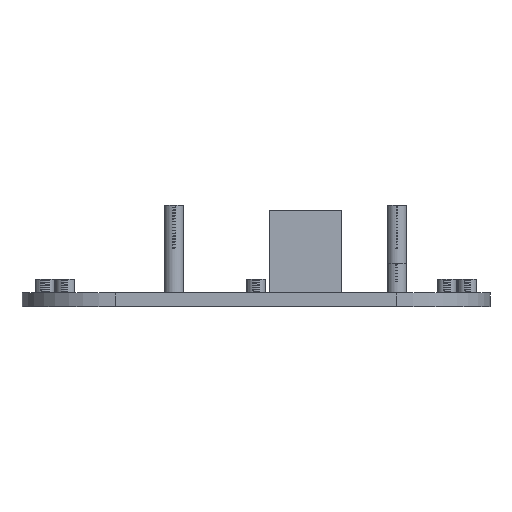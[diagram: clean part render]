
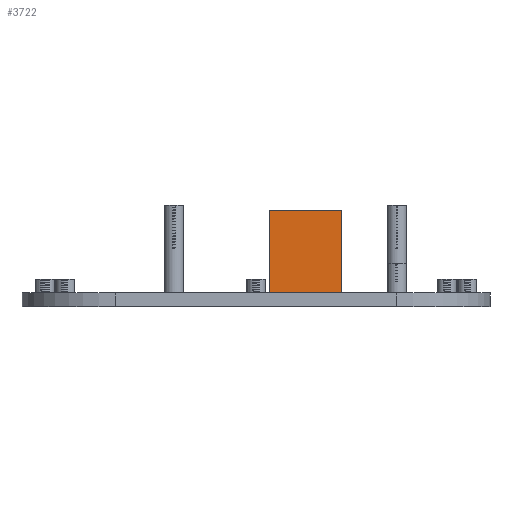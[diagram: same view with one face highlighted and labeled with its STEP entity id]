
A CAD part, front view. The second image highlights one B-rep face of the part: STEP entity #3722.
In plain terms, the highlighted planar face has unit normal (0, -1, 0).
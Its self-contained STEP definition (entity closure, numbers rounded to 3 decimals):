
#1075 = EDGE_LOOP ( 'NONE', ( #3691, #7840, #2387, #9651 ) ) ;
#2180 = VECTOR ( 'NONE', #5940, 1000. ) ;
#2274 = CARTESIAN_POINT ( 'NONE',  ( 20.44, 21.313, 3. ) ) ;
#2334 = CARTESIAN_POINT ( 'NONE',  ( 20.44, 21.313, 21.075 ) ) ;
#2383 = LINE ( 'NONE', #8543, #2180 ) ;
#2387 = ORIENTED_EDGE ( 'NONE', *, *, #11067, .T. ) ;
#2403 = AXIS2_PLACEMENT_3D ( 'NONE', #10693, #8944, #2895 ) ;
#2745 = LINE ( 'NONE', #9481, #8235 ) ;
#2895 = DIRECTION ( 'NONE',  ( 0., 0., 1. ) ) ;
#2913 = VERTEX_POINT ( 'NONE', #10887 ) ;
#3657 = FACE_OUTER_BOUND ( 'NONE', #1075, .T. ) ;
#3691 = ORIENTED_EDGE ( 'NONE', *, *, #4818, .F. ) ;
#3722 = ADVANCED_FACE ( 'NONE', ( #3657 ), #9935, .F. ) ;
#4138 = CARTESIAN_POINT ( 'NONE',  ( 4.56, 21.313, 3. ) ) ;
#4818 = EDGE_CURVE ( 'NONE', #9170, #2913, #2745, .T. ) ;
#5768 = DIRECTION ( 'NONE',  ( 0., 0., 1. ) ) ;
#5940 = DIRECTION ( 'NONE',  ( -1., 0., 0. ) ) ;
#5988 = VECTOR ( 'NONE', #5768, 1000. ) ;
#6378 = EDGE_CURVE ( 'NONE', #9170, #9242, #9100, .T. ) ;
#6491 = CARTESIAN_POINT ( 'NONE',  ( 26.3, 21.313, 3. ) ) ;
#6937 = EDGE_CURVE ( 'NONE', #9686, #2913, #2383, .T. ) ;
#7840 = ORIENTED_EDGE ( 'NONE', *, *, #6378, .T. ) ;
#8235 = VECTOR ( 'NONE', #10336, 1000. ) ;
#8543 = CARTESIAN_POINT ( 'NONE',  ( 26.3, 21.313, 21.075 ) ) ;
#8944 = DIRECTION ( 'NONE',  ( 0., 1., 0. ) ) ;
#9100 = LINE ( 'NONE', #6491, #11422 ) ;
#9159 = DIRECTION ( 'NONE',  ( 1., 0., 0. ) ) ;
#9170 = VERTEX_POINT ( 'NONE', #4138 ) ;
#9234 = LINE ( 'NONE', #2274, #5988 ) ;
#9242 = VERTEX_POINT ( 'NONE', #9431 ) ;
#9431 = CARTESIAN_POINT ( 'NONE',  ( 20.44, 21.313, 3. ) ) ;
#9481 = CARTESIAN_POINT ( 'NONE',  ( 4.56, 21.313, 3. ) ) ;
#9651 = ORIENTED_EDGE ( 'NONE', *, *, #6937, .T. ) ;
#9686 = VERTEX_POINT ( 'NONE', #2334 ) ;
#9935 = PLANE ( 'NONE',  #2403 ) ;
#10336 = DIRECTION ( 'NONE',  ( 0., 0., 1. ) ) ;
#10693 = CARTESIAN_POINT ( 'NONE',  ( 26.3, 21.313, -28.84 ) ) ;
#10887 = CARTESIAN_POINT ( 'NONE',  ( 4.56, 21.313, 21.075 ) ) ;
#11067 = EDGE_CURVE ( 'NONE', #9242, #9686, #9234, .T. ) ;
#11422 = VECTOR ( 'NONE', #9159, 1000. ) ;
